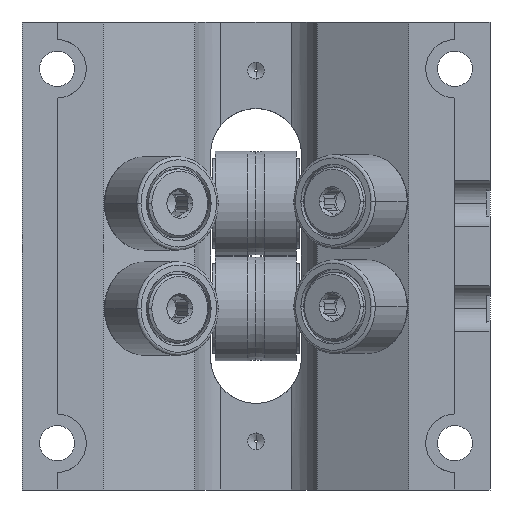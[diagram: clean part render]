
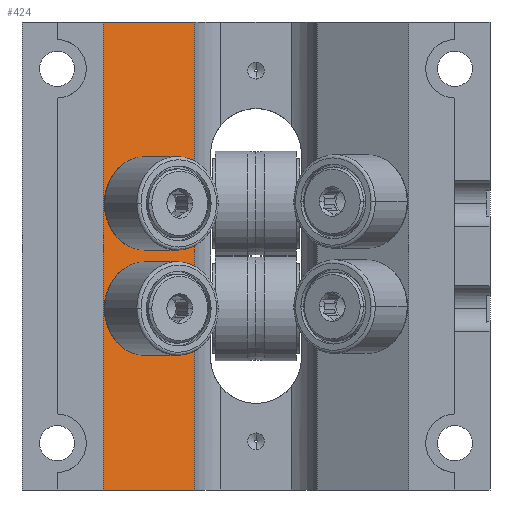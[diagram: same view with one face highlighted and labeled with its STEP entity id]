
A CAD part, front view. The second image highlights one B-rep face of the part: STEP entity #424.
In plain terms, the highlighted planar face has unit normal (0.5, -0.866, 0).
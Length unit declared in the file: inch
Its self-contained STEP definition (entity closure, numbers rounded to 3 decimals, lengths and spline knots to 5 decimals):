
#255 = DIRECTION ( 'NONE',  ( 0.866, 0.5, 0. ) ) ;
#330 = LINE ( 'NONE', #5846, #2267 ) ;
#360 = EDGE_LOOP ( 'NONE', ( #15726, #3850 ) ) ;
#424 = ADVANCED_FACE ( 'NONE', ( #3668, #3579, #3320 ), #15926, .T. ) ;
#925 = VERTEX_POINT ( 'NONE', #5458 ) ;
#963 = CARTESIAN_POINT ( 'NONE',  ( -0.32658, 0.10729, 1.25 ) ) ;
#1360 = CIRCLE ( 'NONE', #16131, 0.09625 ) ;
#2267 = VECTOR ( 'NONE', #6115, 39.37008 ) ;
#2547 = AXIS2_PLACEMENT_3D ( 'NONE', #2695, #12671, #255 ) ;
#2695 = CARTESIAN_POINT ( 'NONE',  ( -0.61567, -0.05962, -0.281 ) ) ;
#2754 = DIRECTION ( 'NONE',  ( 0.866, 0.5, 0. ) ) ;
#2841 = ORIENTED_EDGE ( 'NONE', *, *, #12999, .T. ) ;
#3139 = CIRCLE ( 'NONE', #2547, 0.09625 ) ;
#3313 = VERTEX_POINT ( 'NONE', #963 ) ;
#3320 = FACE_OUTER_BOUND ( 'NONE', #6893, .T. ) ;
#3485 = CARTESIAN_POINT ( 'NONE',  ( -0.61567, -0.05962, 0.281 ) ) ;
#3579 = FACE_BOUND ( 'NONE', #9155, .T. ) ;
#3624 = AXIS2_PLACEMENT_3D ( 'NONE', #17283, #13304, #9206 ) ;
#3668 = FACE_BOUND ( 'NONE', #360, .T. ) ;
#3775 = VERTEX_POINT ( 'NONE', #4446 ) ;
#3850 = ORIENTED_EDGE ( 'NONE', *, *, #4441, .T. ) ;
#4441 = EDGE_CURVE ( 'NONE', #7904, #925, #1360, .T. ) ;
#4446 = CARTESIAN_POINT ( 'NONE',  ( -0.53232, -0.0115, 0.281 ) ) ;
#4566 = CARTESIAN_POINT ( 'NONE',  ( -0.32658, 0.10729, -1.25 ) ) ;
#4837 = DIRECTION ( 'NONE',  ( -0.5, 0.866, 0. ) ) ;
#5150 = VECTOR ( 'NONE', #9376, 39.37008 ) ;
#5330 = VERTEX_POINT ( 'NONE', #5622 ) ;
#5402 = CARTESIAN_POINT ( 'NONE',  ( -0.69903, -0.10775, 0.281 ) ) ;
#5458 = CARTESIAN_POINT ( 'NONE',  ( -0.53232, -0.0115, -0.281 ) ) ;
#5622 = CARTESIAN_POINT ( 'NONE',  ( -0.81551, -0.175, -1.25 ) ) ;
#5727 = VERTEX_POINT ( 'NONE', #5402 ) ;
#5846 = CARTESIAN_POINT ( 'NONE',  ( -0.81551, -0.175, 1.25 ) ) ;
#6115 = DIRECTION ( 'NONE',  ( 0.866, 0.5, 0. ) ) ;
#6348 = CIRCLE ( 'NONE', #10121, 0.09625 ) ;
#6698 = ORIENTED_EDGE ( 'NONE', *, *, #16459, .T. ) ;
#6764 = VERTEX_POINT ( 'NONE', #15948 ) ;
#6893 = EDGE_LOOP ( 'NONE', ( #7461, #12794, #6698, #11567 ) ) ;
#7232 = CARTESIAN_POINT ( 'NONE',  ( -0.32658, 0.10729, -1.25 ) ) ;
#7267 = LINE ( 'NONE', #16978, #5150 ) ;
#7434 = CARTESIAN_POINT ( 'NONE',  ( -0.81551, -0.175, -1.25 ) ) ;
#7461 = ORIENTED_EDGE ( 'NONE', *, *, #10522, .F. ) ;
#7904 = VERTEX_POINT ( 'NONE', #14297 ) ;
#8150 = EDGE_CURVE ( 'NONE', #5330, #6764, #7267, .T. ) ;
#8700 = ORIENTED_EDGE ( 'NONE', *, *, #17275, .T. ) ;
#8795 = LINE ( 'NONE', #7434, #14302 ) ;
#9155 = EDGE_LOOP ( 'NONE', ( #8700, #2841 ) ) ;
#9206 = DIRECTION ( 'NONE',  ( 0.866, 0.5, 0. ) ) ;
#9376 = DIRECTION ( 'NONE',  ( 0., 0., 1. ) ) ;
#9393 = DIRECTION ( 'NONE',  ( -0.5, 0.866, 0. ) ) ;
#9928 = EDGE_CURVE ( 'NONE', #925, #7904, #3139, .T. ) ;
#9929 = EDGE_CURVE ( 'NONE', #14540, #3313, #12576, .T. ) ;
#10121 = AXIS2_PLACEMENT_3D ( 'NONE', #3485, #4837, #10377 ) ;
#10377 = DIRECTION ( 'NONE',  ( 0.866, 0.5, 0. ) ) ;
#10522 = EDGE_CURVE ( 'NONE', #6764, #3313, #330, .T. ) ;
#10658 = AXIS2_PLACEMENT_3D ( 'NONE', #12196, #16005, #2754 ) ;
#11567 = ORIENTED_EDGE ( 'NONE', *, *, #9929, .T. ) ;
#12196 = CARTESIAN_POINT ( 'NONE',  ( -0.61567, -0.05962, 0.281 ) ) ;
#12400 = DIRECTION ( 'NONE',  ( 0., 0., 1. ) ) ;
#12416 = CIRCLE ( 'NONE', #10658, 0.09625 ) ;
#12576 = LINE ( 'NONE', #7232, #12695 ) ;
#12671 = DIRECTION ( 'NONE',  ( -0.5, 0.866, 0. ) ) ;
#12695 = VECTOR ( 'NONE', #12400, 39.37008 ) ;
#12794 = ORIENTED_EDGE ( 'NONE', *, *, #8150, .F. ) ;
#12999 = EDGE_CURVE ( 'NONE', #5727, #3775, #6348, .T. ) ;
#13304 = DIRECTION ( 'NONE',  ( 0.5, -0.866, 0. ) ) ;
#13578 = DIRECTION ( 'NONE',  ( 0.866, 0.5, 0. ) ) ;
#14297 = CARTESIAN_POINT ( 'NONE',  ( -0.69903, -0.10775, -0.281 ) ) ;
#14302 = VECTOR ( 'NONE', #17149, 39.37008 ) ;
#14540 = VERTEX_POINT ( 'NONE', #4566 ) ;
#15726 = ORIENTED_EDGE ( 'NONE', *, *, #9928, .T. ) ;
#15926 = PLANE ( 'NONE',  #3624 ) ;
#15948 = CARTESIAN_POINT ( 'NONE',  ( -0.81551, -0.175, 1.25 ) ) ;
#16005 = DIRECTION ( 'NONE',  ( -0.5, 0.866, 0. ) ) ;
#16131 = AXIS2_PLACEMENT_3D ( 'NONE', #17559, #9393, #13578 ) ;
#16459 = EDGE_CURVE ( 'NONE', #5330, #14540, #8795, .T. ) ;
#16978 = CARTESIAN_POINT ( 'NONE',  ( -0.81551, -0.175, -1.25 ) ) ;
#17149 = DIRECTION ( 'NONE',  ( 0.866, 0.5, 0. ) ) ;
#17275 = EDGE_CURVE ( 'NONE', #3775, #5727, #12416, .T. ) ;
#17283 = CARTESIAN_POINT ( 'NONE',  ( -0.81551, -0.175, -1.25 ) ) ;
#17559 = CARTESIAN_POINT ( 'NONE',  ( -0.61567, -0.05962, -0.281 ) ) ;
